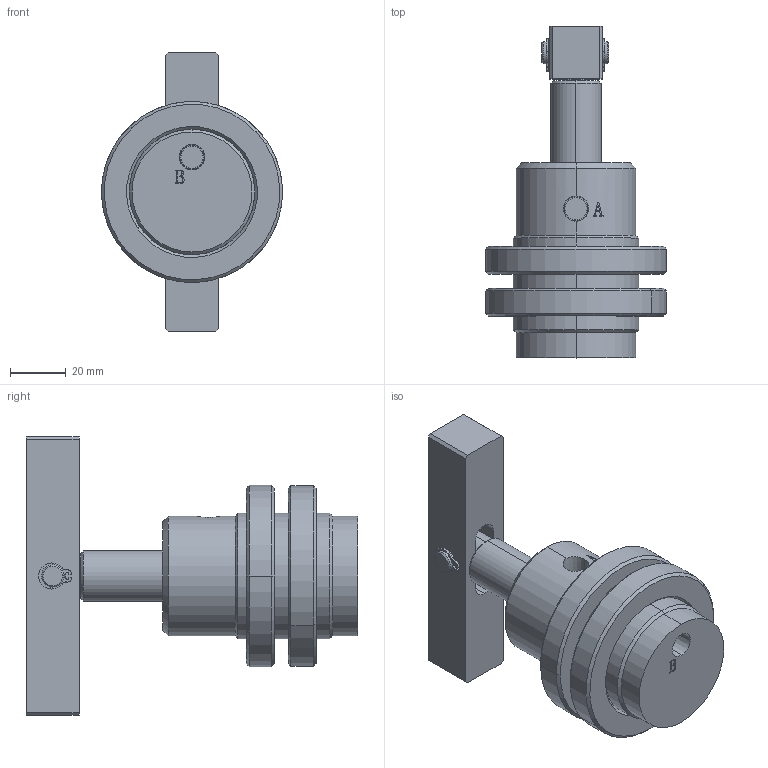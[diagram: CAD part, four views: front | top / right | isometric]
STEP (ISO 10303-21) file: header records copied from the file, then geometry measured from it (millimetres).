
FILE_DESCRIPTION (( 'STEP AP203' ), '1' );
FILE_NAME ('HNTSD-25.STEP', '2019-10-07T01:28:16', ( '微软用户' ), ( '微软中国' ), 'SwSTEP 2.0', 'SolidWorks 2012', '' );
FILE_SCHEMA (( 'CONFIG_CONTROL_DESIGN' ));
Length unit declared in the file: millimetre
Products named in the file (7): circlips for shaft--type a small gb_GB_CONNECTING_PIECE_RING_RRA 8; HNTSD-25种; HNSD-25揤旋; HNTSD-25蹟譫; HNSD-25活塞杆; HNTS-25掛极; HNTSD-25
Assembly tree (8 placements, depth 2):
  HNTSD-25
    HNTS-25掛极
    HNSD-25活塞杆
    HNTSD-25蹟譫  x2
    HNSD-25揤旋
    HNTSD-25种
    circlips for shaft--type a small gb_GB_CONNECTING_PIECE_RING_RRA 8  x2
Bounding box: 65 x 119 x 100 mm (x, y, z)
Volume: 167927.3 mm3; surface area: 46338.4 mm2
Topology: 8 solids, 8 shells, 220 faces, 525 edges, 336 vertices
Faces by surface type: plane 85, cylinder 80, cone 35, bspline 16, torus 4
Entity records: 7189 total; most frequent: CARTESIAN_POINT 2050, DIRECTION 922, ORIENTED_EDGE 888, EDGE_CURVE 444, AXIS2_PLACEMENT_3D 352, VERTEX_POINT 284, LINE 218, VECTOR 218
